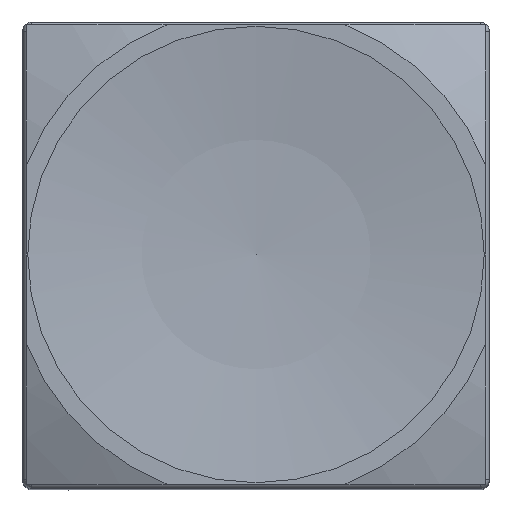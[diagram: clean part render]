
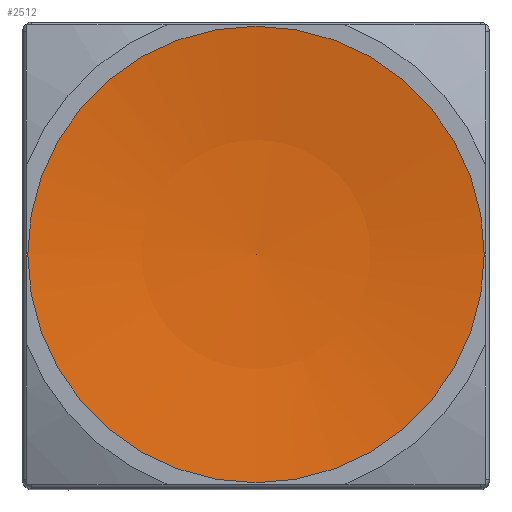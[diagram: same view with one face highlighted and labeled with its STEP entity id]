
A CAD part, top view. The second image highlights one B-rep face of the part: STEP entity #2512.
In plain terms, the highlighted spherical face has radius 37 mm.
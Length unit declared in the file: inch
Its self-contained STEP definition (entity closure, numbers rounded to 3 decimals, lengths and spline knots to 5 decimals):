
#2496=CARTESIAN_POINT('',(0.0,0.0,2.64567));
#2497=DIRECTION('',(0.0,0.0,1.0));
#2498=DIRECTION('',(1.0,0.0,0.0));
#2499=AXIS2_PLACEMENT_3D('',#2496,#2497,#2498);
#2500=SPHERICAL_SURFACE('',#2499,1.45669);
#2501=CARTESIAN_POINT('',(0.0,0.23867,1.20866));
#2502=VERTEX_POINT('',#2501);
#2503=CARTESIAN_POINT('',(0.0,0.0,1.20866));
#2504=DIRECTION('',(0.0,0.0,-1.0));
#2505=DIRECTION('',(0.0,-1.0,0.0));
#2506=AXIS2_PLACEMENT_3D('',#2503,#2504,#2505);
#2507=CIRCLE('',#2506,0.23867);
#2508=EDGE_CURVE('',#2502,#2502,#2507,.T.);
#2509=ORIENTED_EDGE('',*,*,#2508,.F.);
#2510=EDGE_LOOP('',(#2509));
#2511=FACE_OUTER_BOUND('',#2510,.T.);
#2512=ADVANCED_FACE('',(#2511),#2500,.F.);
